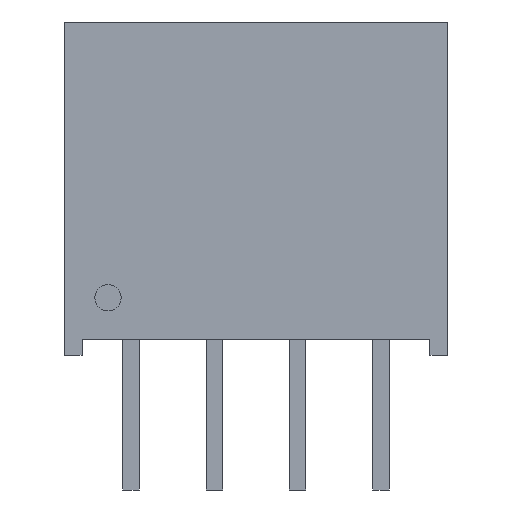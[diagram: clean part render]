
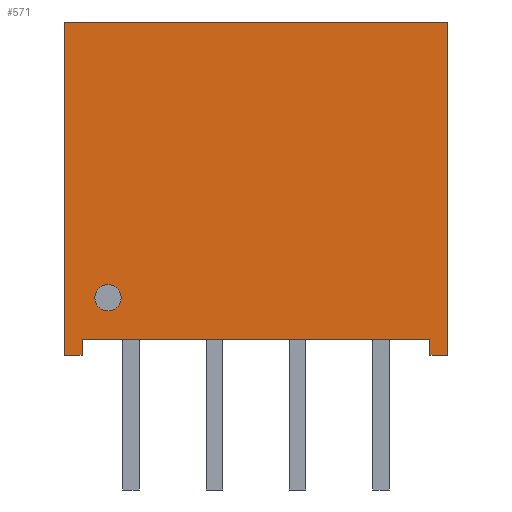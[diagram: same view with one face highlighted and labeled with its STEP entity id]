
A CAD part, front view. The second image highlights one B-rep face of the part: STEP entity #571.
In plain terms, the highlighted planar face has unit normal (0, -1, 0).
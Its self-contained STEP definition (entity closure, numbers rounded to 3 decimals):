
#36=FACE_BOUND('',#83,.T.);
#42=CIRCLE('',#615,0.4);
#50=FACE_OUTER_BOUND('',#82,.T.);
#82=EDGE_LOOP('',(#412,#413,#414,#415,#416,#417,#418,#419));
#83=EDGE_LOOP('',(#420));
#114=LINE('',#794,#187);
#118=LINE('',#803,#191);
#122=LINE('',#814,#195);
#130=LINE('',#829,#203);
#131=LINE('',#833,#204);
#132=LINE('',#834,#205);
#133=LINE('',#836,#206);
#134=LINE('',#837,#207);
#187=VECTOR('',#650,1000.);
#191=VECTOR('',#656,1000.);
#195=VECTOR('',#668,1000.);
#203=VECTOR('',#680,1000.);
#204=VECTOR('',#683,1000.);
#205=VECTOR('',#684,1000.);
#206=VECTOR('',#685,1000.);
#207=VECTOR('',#686,1000.);
#260=VERTEX_POINT('',#791);
#261=VERTEX_POINT('',#793);
#264=VERTEX_POINT('',#800);
#265=VERTEX_POINT('',#802);
#268=VERTEX_POINT('',#810);
#273=VERTEX_POINT('',#827);
#274=VERTEX_POINT('',#831);
#275=VERTEX_POINT('',#832);
#276=VERTEX_POINT('',#835);
#310=EDGE_CURVE('',#260,#261,#114,.T.);
#314=EDGE_CURVE('',#264,#265,#118,.T.);
#319=EDGE_CURVE('',#268,#268,#42,.T.);
#320=EDGE_CURVE('',#260,#265,#122,.T.);
#328=EDGE_CURVE('',#273,#264,#130,.T.);
#329=EDGE_CURVE('',#274,#275,#131,.T.);
#330=EDGE_CURVE('',#261,#274,#132,.T.);
#331=EDGE_CURVE('',#273,#276,#133,.T.);
#332=EDGE_CURVE('',#276,#275,#134,.T.);
#412=ORIENTED_EDGE('',*,*,#329,.F.);
#413=ORIENTED_EDGE('',*,*,#330,.F.);
#414=ORIENTED_EDGE('',*,*,#310,.F.);
#415=ORIENTED_EDGE('',*,*,#320,.T.);
#416=ORIENTED_EDGE('',*,*,#314,.F.);
#417=ORIENTED_EDGE('',*,*,#328,.F.);
#418=ORIENTED_EDGE('',*,*,#331,.T.);
#419=ORIENTED_EDGE('',*,*,#332,.T.);
#420=ORIENTED_EDGE('',*,*,#319,.F.);
#539=PLANE('',#619);
#571=ADVANCED_FACE('',(#50,#36),#539,.T.);
#615=AXIS2_PLACEMENT_3D('',#812,#664,#665);
#619=AXIS2_PLACEMENT_3D('',#830,#681,#682);
#650=DIRECTION('',(0.,0.,-1.));
#656=DIRECTION('',(0.,0.,1.));
#664=DIRECTION('center_axis',(0.,-1.,0.));
#665=DIRECTION('ref_axis',(-1.,0.,0.));
#668=DIRECTION('',(-1.,0.,0.));
#680=DIRECTION('',(-1.,0.,0.));
#681=DIRECTION('center_axis',(0.,-1.,0.));
#682=DIRECTION('ref_axis',(-1.,0.,0.));
#683=DIRECTION('',(0.,0.,1.));
#684=DIRECTION('',(-1.,0.,0.));
#685=DIRECTION('',(0.,0.,1.));
#686=DIRECTION('',(1.,0.,0.));
#791=CARTESIAN_POINT('',(5.84,-3.,10.16));
#793=CARTESIAN_POINT('',(5.84,-3.,0.));
#794=CARTESIAN_POINT('',(5.84,-3.,10.16));
#800=CARTESIAN_POINT('',(-5.84,-3.,0.));
#802=CARTESIAN_POINT('',(-5.84,-3.,10.16));
#803=CARTESIAN_POINT('',(-5.84,-3.,10.16));
#810=CARTESIAN_POINT('',(-4.91,-3.,1.76));
#812=CARTESIAN_POINT('Origin',(-4.51,-3.,1.76));
#814=CARTESIAN_POINT('',(5.8,-3.,10.16));
#827=CARTESIAN_POINT('',(-5.3,-3.,0.));
#829=CARTESIAN_POINT('',(-5.3,-3.,0.));
#830=CARTESIAN_POINT('Origin',(5.8,-3.,10.16));
#831=CARTESIAN_POINT('',(5.3,-3.,0.));
#832=CARTESIAN_POINT('',(5.3,-3.,0.5));
#833=CARTESIAN_POINT('',(5.3,-3.,0.));
#834=CARTESIAN_POINT('',(5.8,-3.,0.));
#835=CARTESIAN_POINT('',(-5.3,-3.,0.5));
#836=CARTESIAN_POINT('',(-5.3,-3.,0.));
#837=CARTESIAN_POINT('',(-5.3,-3.,0.5));
